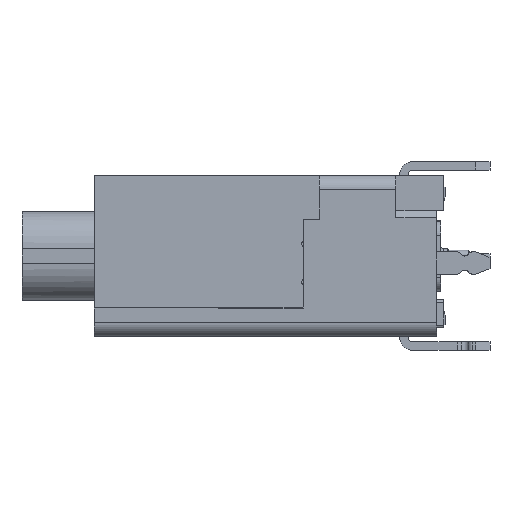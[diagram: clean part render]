
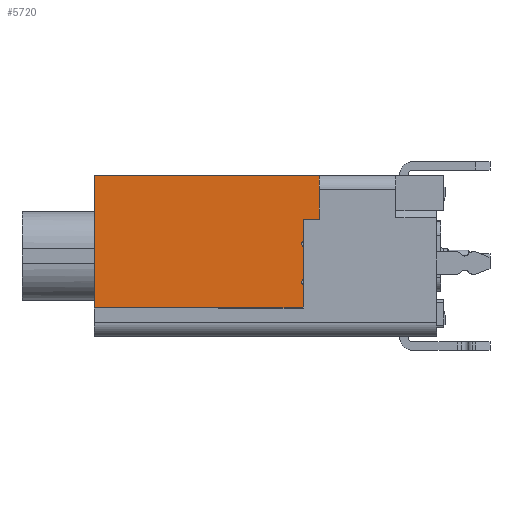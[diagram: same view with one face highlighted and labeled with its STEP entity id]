
A CAD part, left-side view. The second image highlights one B-rep face of the part: STEP entity #5720.
In plain terms, the highlighted planar face has unit normal (-1, 0, 0).
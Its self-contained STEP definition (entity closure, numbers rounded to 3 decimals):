
#242 = CARTESIAN_POINT ( 'NONE',  ( -5.14, -4.45, -0.81 ) ) ;
#471 = EDGE_CURVE ( 'NONE', #42667, #43017, #41069, .T. ) ;
#704 = DIRECTION ( 'NONE',  ( 0., 1., 0. ) ) ;
#1256 = CARTESIAN_POINT ( 'NONE',  ( -5.14, -1., 1.31 ) ) ;
#1729 = DIRECTION ( 'NONE',  ( 0., 0., 1. ) ) ;
#1974 = CARTESIAN_POINT ( 'NONE',  ( -5.14, 6.43, 2.86 ) ) ;
#1976 = DIRECTION ( 'NONE',  ( 0., 1., 0. ) ) ;
#1998 = EDGE_CURVE ( 'NONE', #35139, #45551, #12234, .T. ) ;
#2167 = VECTOR ( 'NONE', #38125, 1000. ) ;
#2206 = CARTESIAN_POINT ( 'NONE',  ( -5.14, -1.57, 1.31 ) ) ;
#2493 = CARTESIAN_POINT ( 'NONE',  ( -5.14, -4.45, 0.7 ) ) ;
#2729 = VECTOR ( 'NONE', #43917, 1000. ) ;
#3157 = ORIENTED_EDGE ( 'NONE', *, *, #42237, .F. ) ;
#3233 = VECTOR ( 'NONE', #33206, 1000. ) ;
#3598 = EDGE_CURVE ( 'NONE', #44684, #40515, #13150, .T. ) ;
#3991 = EDGE_CURVE ( 'NONE', #39646, #37241, #40600, .T. ) ;
#4080 = LINE ( 'NONE', #24131, #2729 ) ;
#4802 = VERTEX_POINT ( 'NONE', #25258 ) ;
#5720 = ADVANCED_FACE ( 'NONE', ( #28743 ), #23864, .F. ) ;
#6130 = VECTOR ( 'NONE', #28458, 1000. ) ;
#6316 = VERTEX_POINT ( 'NONE', #7995 ) ;
#6518 = EDGE_CURVE ( 'NONE', #13664, #12786, #37540, .T. ) ;
#7446 = VERTEX_POINT ( 'NONE', #22578 ) ;
#7995 = CARTESIAN_POINT ( 'NONE',  ( -5.14, -4.45, 0.7 ) ) ;
#8671 = CARTESIAN_POINT ( 'NONE',  ( -5.14, 6.43, -1.85 ) ) ;
#8721 = DIRECTION ( 'NONE',  ( 0., -1., 0. ) ) ;
#8995 = EDGE_CURVE ( 'NONE', #44684, #6316, #13520, .T. ) ;
#9040 = ORIENTED_EDGE ( 'NONE', *, *, #8995, .T. ) ;
#10127 = VECTOR ( 'NONE', #8721, 1000. ) ;
#10581 = ORIENTED_EDGE ( 'NONE', *, *, #40670, .F. ) ;
#10659 = CARTESIAN_POINT ( 'NONE',  ( -5.14, -5.75, 0.16 ) ) ;
#10712 = DIRECTION ( 'NONE',  ( 0., 0., -1. ) ) ;
#10947 = LINE ( 'NONE', #2206, #22003 ) ;
#11298 = DIRECTION ( 'NONE',  ( 0., -0.707, -0.707 ) ) ;
#11459 = ORIENTED_EDGE ( 'NONE', *, *, #29815, .T. ) ;
#11971 = DIRECTION ( 'NONE',  ( 0., 1., 0. ) ) ;
#12210 = VECTOR ( 'NONE', #11298, 1000. ) ;
#12234 = LINE ( 'NONE', #31036, #42113 ) ;
#12786 = VERTEX_POINT ( 'NONE', #35093 ) ;
#13138 = VECTOR ( 'NONE', #1729, 1000. ) ;
#13150 = LINE ( 'NONE', #43761, #44577 ) ;
#13519 = EDGE_CURVE ( 'NONE', #7446, #12786, #14414, .T. ) ;
#13520 = LINE ( 'NONE', #43868, #6130 ) ;
#13664 = VERTEX_POINT ( 'NONE', #16919 ) ;
#14156 = CARTESIAN_POINT ( 'NONE',  ( -5.14, 6.43, -1.85 ) ) ;
#14414 = LINE ( 'NONE', #14156, #3233 ) ;
#15121 = VECTOR ( 'NONE', #22987, 1000. ) ;
#15319 = LINE ( 'NONE', #46441, #33166 ) ;
#15437 = VERTEX_POINT ( 'NONE', #42118 ) ;
#15445 = ORIENTED_EDGE ( 'NONE', *, *, #13519, .T. ) ;
#16410 = CARTESIAN_POINT ( 'NONE',  ( -5.14, -1.15, -1.2 ) ) ;
#16424 = EDGE_CURVE ( 'NONE', #34494, #15437, #46542, .T. ) ;
#16523 = ORIENTED_EDGE ( 'NONE', *, *, #22940, .T. ) ;
#16719 = ORIENTED_EDGE ( 'NONE', *, *, #6518, .F. ) ;
#16919 = CARTESIAN_POINT ( 'NONE',  ( -5.14, -1., -1.35 ) ) ;
#17920 = LINE ( 'NONE', #2493, #32512 ) ;
#18453 = EDGE_CURVE ( 'NONE', #39843, #15437, #50543, .T. ) ;
#19263 = VECTOR ( 'NONE', #43190, 1000. ) ;
#19845 = EDGE_CURVE ( 'NONE', #37241, #43017, #10947, .T. ) ;
#20744 = DIRECTION ( 'NONE',  ( 0., -1., 0. ) ) ;
#22003 = VECTOR ( 'NONE', #42069, 1000. ) ;
#22246 = ORIENTED_EDGE ( 'NONE', *, *, #42707, .F. ) ;
#22578 = CARTESIAN_POINT ( 'NONE',  ( -5.14, 6.43, -1.85 ) ) ;
#22776 = VECTOR ( 'NONE', #46018, 1000. ) ;
#22940 = EDGE_CURVE ( 'NONE', #6316, #28914, #17920, .T. ) ;
#22962 = CARTESIAN_POINT ( 'NONE',  ( -5.14, -1.15, -1.2 ) ) ;
#22987 = DIRECTION ( 'NONE',  ( 0., 0., -1. ) ) ;
#23864 = PLANE ( 'NONE',  #48022 ) ;
#23968 = ORIENTED_EDGE ( 'NONE', *, *, #25533, .F. ) ;
#24131 = CARTESIAN_POINT ( 'NONE',  ( -5.14, -5.75, 0.16 ) ) ;
#24220 = DIRECTION ( 'NONE',  ( 0., -0.894, -0.447 ) ) ;
#24293 = CARTESIAN_POINT ( 'NONE',  ( -5.14, -5.75, 0.16 ) ) ;
#25258 = CARTESIAN_POINT ( 'NONE',  ( -5.14, -1., 0.85 ) ) ;
#25533 = EDGE_CURVE ( 'NONE', #4802, #28914, #31108, .T. ) ;
#25755 = LINE ( 'NONE', #45541, #29768 ) ;
#25827 = CARTESIAN_POINT ( 'NONE',  ( -5.14, 6.43, 2.86 ) ) ;
#26537 = CARTESIAN_POINT ( 'NONE',  ( -5.14, -1.57, 2.86 ) ) ;
#26997 = EDGE_CURVE ( 'NONE', #7446, #42667, #40299, .T. ) ;
#28458 = DIRECTION ( 'NONE',  ( 0., 0., 1. ) ) ;
#28743 = FACE_OUTER_BOUND ( 'NONE', #36090, .T. ) ;
#28914 = VERTEX_POINT ( 'NONE', #50268 ) ;
#29725 = VECTOR ( 'NONE', #20744, 1000. ) ;
#29768 = VECTOR ( 'NONE', #48889, 1000. ) ;
#29815 = EDGE_CURVE ( 'NONE', #46235, #40515, #4080, .T. ) ;
#29934 = ORIENTED_EDGE ( 'NONE', *, *, #1998, .F. ) ;
#30212 = CARTESIAN_POINT ( 'NONE',  ( -5.14, -4.75, -0.66 ) ) ;
#30777 = CARTESIAN_POINT ( 'NONE',  ( -5.14, -5.75, -0.66 ) ) ;
#31036 = CARTESIAN_POINT ( 'NONE',  ( -5.14, -5.75, -0.66 ) ) ;
#31108 = LINE ( 'NONE', #34463, #12210 ) ;
#32268 = ORIENTED_EDGE ( 'NONE', *, *, #26997, .F. ) ;
#32307 = ORIENTED_EDGE ( 'NONE', *, *, #46430, .F. ) ;
#32512 = VECTOR ( 'NONE', #1976, 1000. ) ;
#33166 = VECTOR ( 'NONE', #10712, 1000. ) ;
#33206 = DIRECTION ( 'NONE',  ( 0., -1., 0. ) ) ;
#34210 = CARTESIAN_POINT ( 'NONE',  ( -5.14, -1., -1.35 ) ) ;
#34463 = CARTESIAN_POINT ( 'NONE',  ( -5.14, -1., 0.85 ) ) ;
#34494 = VERTEX_POINT ( 'NONE', #49098 ) ;
#34738 = ORIENTED_EDGE ( 'NONE', *, *, #3598, .F. ) ;
#35093 = CARTESIAN_POINT ( 'NONE',  ( -5.14, -1., -1.85 ) ) ;
#35139 = VERTEX_POINT ( 'NONE', #30777 ) ;
#35926 = CARTESIAN_POINT ( 'NONE',  ( -5.14, 0.34, 0.505 ) ) ;
#36090 = EDGE_LOOP ( 'NONE', ( #41189, #32307, #29934, #22246, #11459, #34738, #9040, #16523, #23968, #3157, #42685, #38236, #39809, #32268, #15445, #16719, #10581, #38958 ) ) ;
#37241 = VERTEX_POINT ( 'NONE', #47597 ) ;
#37540 = LINE ( 'NONE', #34210, #22776 ) ;
#38125 = DIRECTION ( 'NONE',  ( 0., -1., 0. ) ) ;
#38236 = ORIENTED_EDGE ( 'NONE', *, *, #19845, .T. ) ;
#38958 = ORIENTED_EDGE ( 'NONE', *, *, #18453, .T. ) ;
#39076 = CARTESIAN_POINT ( 'NONE',  ( -5.14, -1., 1.31 ) ) ;
#39545 = DIRECTION ( 'NONE',  ( 1., 0., 0. ) ) ;
#39646 = VERTEX_POINT ( 'NONE', #39076 ) ;
#39809 = ORIENTED_EDGE ( 'NONE', *, *, #471, .F. ) ;
#39843 = VERTEX_POINT ( 'NONE', #16410 ) ;
#40299 = LINE ( 'NONE', #8671, #13138 ) ;
#40515 = VERTEX_POINT ( 'NONE', #46367 ) ;
#40600 = LINE ( 'NONE', #1256, #10127 ) ;
#40668 = CARTESIAN_POINT ( 'NONE',  ( -5.14, -4.75, -0.66 ) ) ;
#40670 = EDGE_CURVE ( 'NONE', #39843, #13664, #25755, .T. ) ;
#41069 = LINE ( 'NONE', #1974, #29725 ) ;
#41189 = ORIENTED_EDGE ( 'NONE', *, *, #16424, .F. ) ;
#42069 = DIRECTION ( 'NONE',  ( 0., 0., 1. ) ) ;
#42113 = VECTOR ( 'NONE', #11971, 1000. ) ;
#42118 = CARTESIAN_POINT ( 'NONE',  ( -5.14, -4.45, -1.2 ) ) ;
#42237 = EDGE_CURVE ( 'NONE', #39646, #4802, #15319, .T. ) ;
#42524 = LINE ( 'NONE', #10659, #15121 ) ;
#42667 = VERTEX_POINT ( 'NONE', #25827 ) ;
#42685 = ORIENTED_EDGE ( 'NONE', *, *, #3991, .T. ) ;
#42707 = EDGE_CURVE ( 'NONE', #46235, #35139, #42524, .T. ) ;
#43017 = VERTEX_POINT ( 'NONE', #26537 ) ;
#43190 = DIRECTION ( 'NONE',  ( 0., 0., -1. ) ) ;
#43761 = CARTESIAN_POINT ( 'NONE',  ( -5.14, -4.45, 0.31 ) ) ;
#43868 = CARTESIAN_POINT ( 'NONE',  ( -5.14, -4.45, 0.31 ) ) ;
#43917 = DIRECTION ( 'NONE',  ( 0., 1., 0. ) ) ;
#44577 = VECTOR ( 'NONE', #24220, 1000. ) ;
#44684 = VERTEX_POINT ( 'NONE', #49363 ) ;
#45541 = CARTESIAN_POINT ( 'NONE',  ( -5.14, -1.15, -1.2 ) ) ;
#45551 = VERTEX_POINT ( 'NONE', #40668 ) ;
#45880 = LINE ( 'NONE', #30212, #50005 ) ;
#46018 = DIRECTION ( 'NONE',  ( 0., 0., -1. ) ) ;
#46235 = VERTEX_POINT ( 'NONE', #24293 ) ;
#46367 = CARTESIAN_POINT ( 'NONE',  ( -5.14, -4.75, 0.16 ) ) ;
#46430 = EDGE_CURVE ( 'NONE', #45551, #34494, #45880, .T. ) ;
#46441 = CARTESIAN_POINT ( 'NONE',  ( -5.14, -1., 1.31 ) ) ;
#46542 = LINE ( 'NONE', #242, #19263 ) ;
#47597 = CARTESIAN_POINT ( 'NONE',  ( -5.14, -1.57, 1.31 ) ) ;
#48022 = AXIS2_PLACEMENT_3D ( 'NONE', #35926, #39545, #704 ) ;
#48889 = DIRECTION ( 'NONE',  ( 0., 0.707, -0.707 ) ) ;
#49098 = CARTESIAN_POINT ( 'NONE',  ( -5.14, -4.45, -0.81 ) ) ;
#49363 = CARTESIAN_POINT ( 'NONE',  ( -5.14, -4.45, 0.31 ) ) ;
#50005 = VECTOR ( 'NONE', #50494, 1000. ) ;
#50268 = CARTESIAN_POINT ( 'NONE',  ( -5.14, -1.15, 0.7 ) ) ;
#50494 = DIRECTION ( 'NONE',  ( 0., 0.894, -0.447 ) ) ;
#50543 = LINE ( 'NONE', #22962, #2167 ) ;
